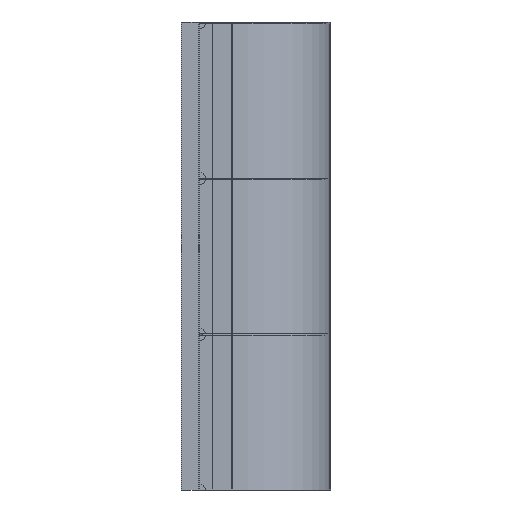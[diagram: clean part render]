
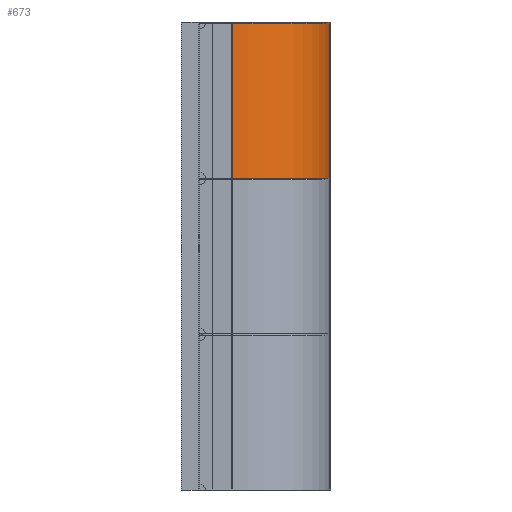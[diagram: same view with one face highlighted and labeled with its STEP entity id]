
A CAD part, left-side view. The second image highlights one B-rep face of the part: STEP entity #673.
In plain terms, the highlighted free-form (B-spline) face has degree [2, 1] with [3, 2] control points.
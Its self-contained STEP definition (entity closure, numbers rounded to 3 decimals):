
#650 = VERTEX_POINT('',#651);
#651 = CARTESIAN_POINT('',(-1008.738,38.768,
    48.898));
#656 = EDGE_CURVE('',#657,#650,#659,.T.);
#657 = VERTEX_POINT('',#658);
#658 = CARTESIAN_POINT('',(-1008.738,38.768,
    202.64));
#659 = B_SPLINE_CURVE_WITH_KNOTS('',1,(#660,#661),.UNSPECIFIED.,.F.,.F.,
  (2,2),(-0.,128.98),.PIECEWISE_BEZIER_KNOTS.);
#660 = CARTESIAN_POINT('',(-1008.738,38.768,
    202.64));
#661 = CARTESIAN_POINT('',(-1008.738,38.768,
    48.898));
#673 = ADVANCED_FACE('',(#674),#698,.T.);
#674 = FACE_BOUND('',#675,.T.);
#675 = EDGE_LOOP('',(#676,#684,#691,#697));
#676 = ORIENTED_EDGE('',*,*,#677,.T.);
#677 = EDGE_CURVE('',#650,#678,#680,.T.);
#678 = VERTEX_POINT('',#679);
#679 = CARTESIAN_POINT('',(-913.379,-56.591,
    48.898));
#680 = ( BOUNDED_CURVE() B_SPLINE_CURVE(2,(#681,#682,#683),
.UNSPECIFIED.,.F.,.F.) B_SPLINE_CURVE_WITH_KNOTS((3,3),(3.142,
4.712),.PIECEWISE_BEZIER_KNOTS.) CURVE() 
GEOMETRIC_REPRESENTATION_ITEM() RATIONAL_B_SPLINE_CURVE((1.,
0.707,1.)) REPRESENTATION_ITEM('') );
#681 = CARTESIAN_POINT('',(-1008.738,38.768,
    48.898));
#682 = CARTESIAN_POINT('',(-1008.738,-56.591,
    48.898));
#683 = CARTESIAN_POINT('',(-913.379,-56.591,
    48.898));
#684 = ORIENTED_EDGE('',*,*,#685,.F.);
#685 = EDGE_CURVE('',#686,#678,#688,.T.);
#686 = VERTEX_POINT('',#687);
#687 = CARTESIAN_POINT('',(-913.379,-56.591,
    202.64));
#688 = B_SPLINE_CURVE_WITH_KNOTS('',1,(#689,#690),.UNSPECIFIED.,.F.,.F.,
  (2,2),(-0.,128.98),.PIECEWISE_BEZIER_KNOTS.);
#689 = CARTESIAN_POINT('',(-913.379,-56.591,
    202.64));
#690 = CARTESIAN_POINT('',(-913.379,-56.591,
    48.898));
#691 = ORIENTED_EDGE('',*,*,#692,.F.);
#692 = EDGE_CURVE('',#657,#686,#693,.T.);
#693 = ( BOUNDED_CURVE() B_SPLINE_CURVE(2,(#694,#695,#696),
.UNSPECIFIED.,.F.,.F.) B_SPLINE_CURVE_WITH_KNOTS((3,3),(3.142,
4.712),.PIECEWISE_BEZIER_KNOTS.) CURVE() 
GEOMETRIC_REPRESENTATION_ITEM() RATIONAL_B_SPLINE_CURVE((1.,
0.707,1.)) REPRESENTATION_ITEM('') );
#694 = CARTESIAN_POINT('',(-1008.738,38.768,
    202.64));
#695 = CARTESIAN_POINT('',(-1008.738,-56.591,
    202.64));
#696 = CARTESIAN_POINT('',(-913.379,-56.591,
    202.64));
#697 = ORIENTED_EDGE('',*,*,#656,.T.);
#698 = ( BOUNDED_SURFACE() B_SPLINE_SURFACE(2,1,(
    (#699,#700)
    ,(#701,#702)
,(#703,#704
    )),.UNSPECIFIED.,.F.,.F.,.F.) B_SPLINE_SURFACE_WITH_KNOTS((3,3),(2,2
    ),(4.712,6.283),(0.,128.98),
.PIECEWISE_BEZIER_KNOTS.) GEOMETRIC_REPRESENTATION_ITEM() 
RATIONAL_B_SPLINE_SURFACE((
    (1.,1.)
    ,(0.707,0.707)
,(1.,1.))) REPRESENTATION_ITEM('') SURFACE() );
#699 = CARTESIAN_POINT('',(-913.379,-56.591,
    202.64));
#700 = CARTESIAN_POINT('',(-913.379,-56.591,
    48.898));
#701 = CARTESIAN_POINT('',(-1008.738,-56.591,
    202.64));
#702 = CARTESIAN_POINT('',(-1008.738,-56.591,
    48.898));
#703 = CARTESIAN_POINT('',(-1008.738,38.768,
    202.64));
#704 = CARTESIAN_POINT('',(-1008.738,38.768,
    48.898));
